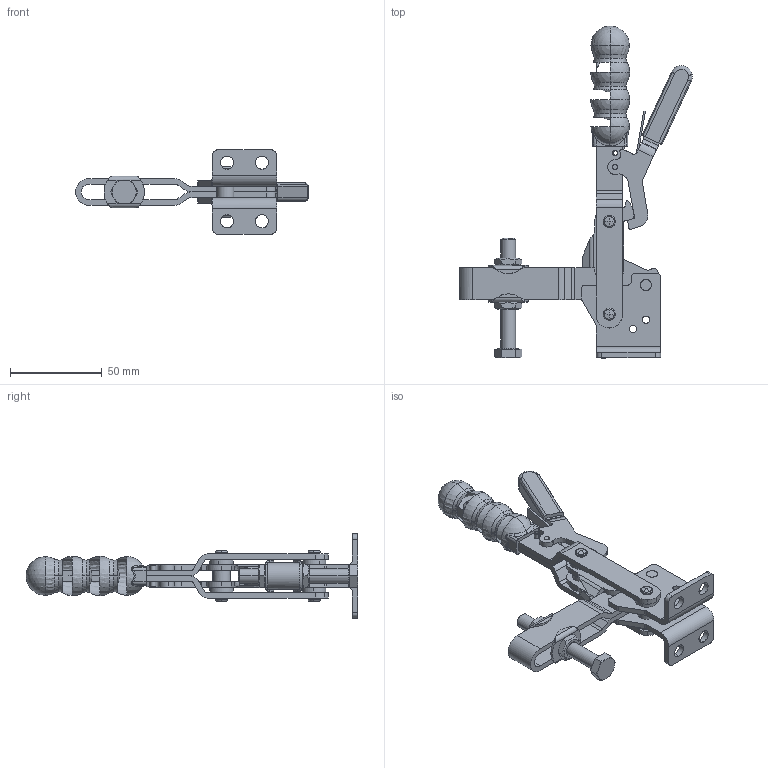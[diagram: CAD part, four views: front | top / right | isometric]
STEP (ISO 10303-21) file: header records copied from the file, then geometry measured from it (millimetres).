
FILE_DESCRIPTION(('CATIA V5 STEP Exchange'),'2;1');
FILE_NAME('VERTIKALSPANNER_TS_V_245_UB_SL_357854_TUENKERS.stp','2019-02-06T07:05:45+00:00',('none'),('none'),'CATIA Version 5 Release 19 SP 9 (IN-10)','CATIA V5 STEP AP214','none');
FILE_SCHEMA(('AUTOMOTIVE_DESIGN { 1 0 10303 214 1 1 1 1 }'));
Length unit declared in the file: millimetre
Products named in the file (1): VERTIKALSPANNER_TS_V_245_UB_SL_357854
Bounding box: 126.86 x 180.99 x 46 mm (x, y, z)
Volume: 56265.5 mm3; surface area: 44529.7 mm2
Topology: 1 solids, 5 shells, 887 faces, 2576 edges, 1661 vertices
Faces by surface type: plane 389, cylinder 240, bspline 166, cone 48, sphere 24, torus 20
Entity records: 33089 total; most frequent: CARTESIAN_POINT 12430, ORIENTED_EDGE 5056, DIRECTION 3112, EDGE_CURVE 2528, VERTEX_POINT 1661, VECTOR 1269, LINE 1269, AXIS2_PLACEMENT_3D 1145
